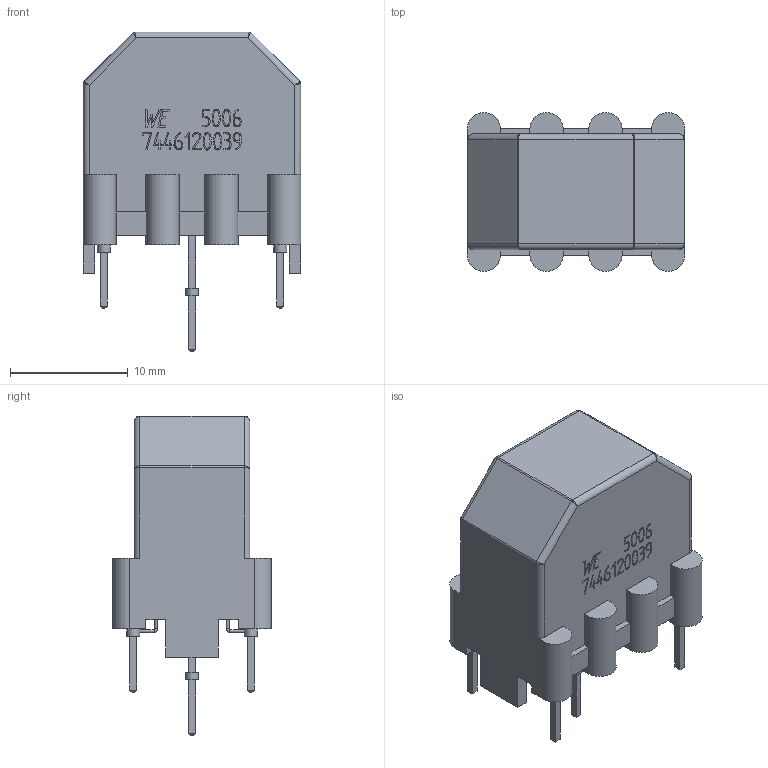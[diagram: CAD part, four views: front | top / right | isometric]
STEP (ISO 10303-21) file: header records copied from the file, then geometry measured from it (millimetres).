
FILE_DESCRIPTION( ( 'Unknown' ), '1' );
FILE_NAME( '7446120039.stp', 'Unknown', ( 'Unknown' ), ( 'Unknown' ), 'XStep 1.0', 'Unknown', ' ' );
FILE_SCHEMA( ( 'automotive_design' ) );
Length unit declared in the file: millimetre
Products named in the file (6): Assem1; 7446120039; Pin
Bounding box: 18.5 x 13.5 x 27.2 mm (x, y, z)
Volume: 3415.6 mm3; surface area: 6582.9 mm2
Topology: 13 solids, 13 shells, 1131 faces, 2591 edges, 1542 vertices
Faces by surface type: plane 526, cylinder 289, torus 136, bspline 112, extrusion 68
Full cylindrical faces by diameter (mm): 0.25 x228, 0.6 x8, 1.1 x5, 7.6 x2, 13 x2
Entity records: 21716 total; most frequent: CARTESIAN_POINT 10824, DIRECTION 2012, ORIENTED_EDGE 1980, EDGE_CURVE 990, EDGE_LOOP 820, FACE_OUTER_BOUND 785, AXIS2_PLACEMENT_3D 773, VERTEX_POINT 738
